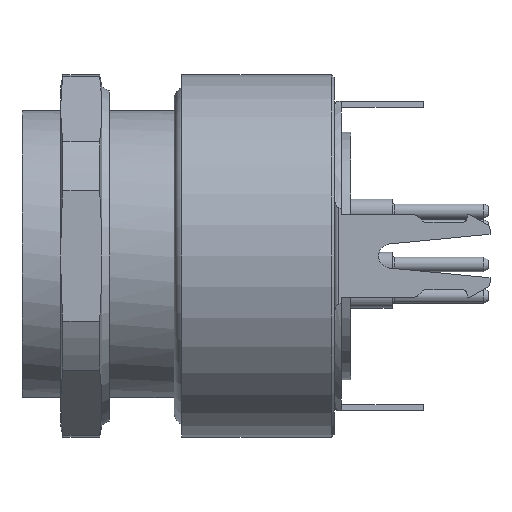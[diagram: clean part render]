
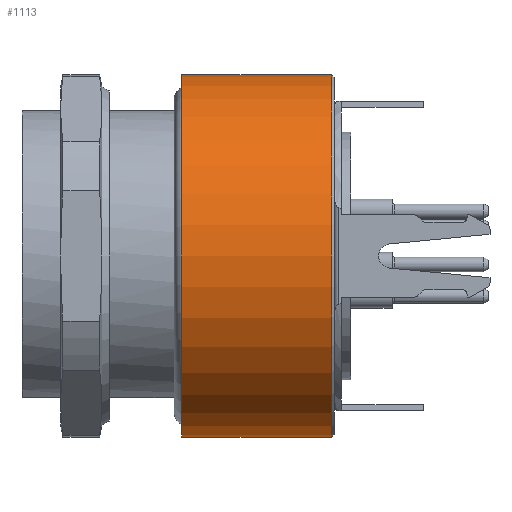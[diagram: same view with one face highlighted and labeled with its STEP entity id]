
A CAD part, front view. The second image highlights one B-rep face of the part: STEP entity #1113.
In plain terms, the highlighted cylindrical face has radius 7.5 mm (diameter 15 mm), a full revolution.
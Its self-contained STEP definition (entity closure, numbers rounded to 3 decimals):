
#1113=ADVANCED_FACE('',(#1458,#1459),#1377,.T.);
#1377=CYLINDRICAL_SURFACE('',#4313,7.5);
#1458=FACE_BOUND('',#1646,.T.);
#1459=FACE_BOUND('',#1647,.T.);
#1646=EDGE_LOOP('',(#2014));
#1647=EDGE_LOOP('',(#2015));
#2014=ORIENTED_EDGE('',*,*,#3548,.T.);
#2015=ORIENTED_EDGE('',*,*,#3546,.F.);
#3140=VERTEX_POINT('',#5977);
#3142=VERTEX_POINT('',#5982);
#3546=EDGE_CURVE('',#3140,#3140,#4108,.T.);
#3548=EDGE_CURVE('',#3142,#3142,#4110,.T.);
#4108=CIRCLE('',#4309,7.5);
#4110=CIRCLE('',#4312,7.5);
#4309=AXIS2_PLACEMENT_3D('',#5976,#4787,#4788);
#4312=AXIS2_PLACEMENT_3D('',#5981,#4793,#4794);
#4313=AXIS2_PLACEMENT_3D('',#5983,#4795,#4796);
#4787=DIRECTION('',(-1.,0.,0.));
#4788=DIRECTION('',(0.,1.,0.));
#4793=DIRECTION('',(-1.,0.,0.));
#4794=DIRECTION('',(0.,1.,0.));
#4795=DIRECTION('',(1.,0.,0.));
#4796=DIRECTION('',(0.,1.,0.));
#5976=CARTESIAN_POINT('',(6.6,0.,0.));
#5977=CARTESIAN_POINT('',(6.6,7.5,0.));
#5981=CARTESIAN_POINT('',(12.8,0.,0.));
#5982=CARTESIAN_POINT('',(12.8,7.5,0.));
#5983=CARTESIAN_POINT('',(0.,0.,0.));
